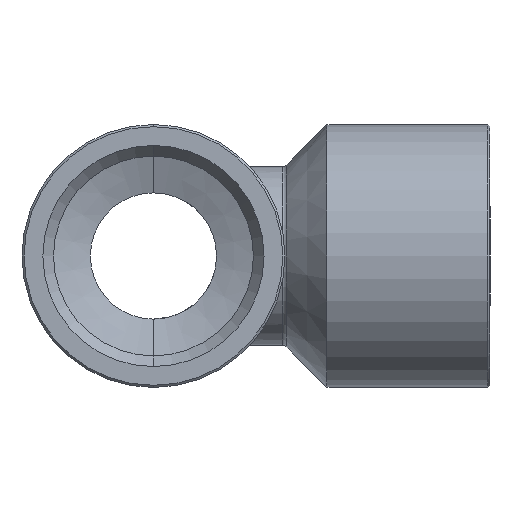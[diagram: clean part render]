
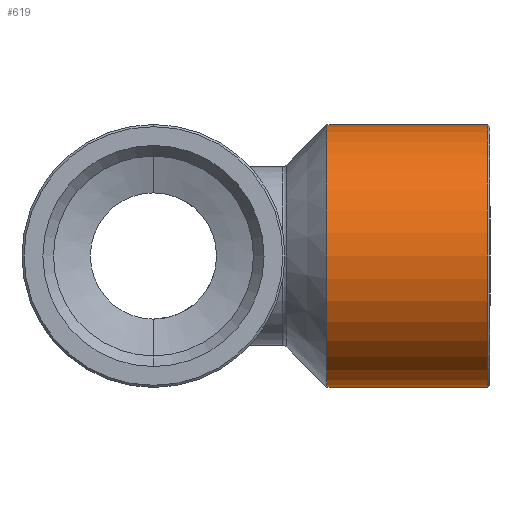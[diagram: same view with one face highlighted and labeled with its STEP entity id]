
A CAD part, left-side view. The second image highlights one B-rep face of the part: STEP entity #619.
In plain terms, the highlighted cylindrical face has radius 12.5 mm (diameter 25 mm), a partial arc.
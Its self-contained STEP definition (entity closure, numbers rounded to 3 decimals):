
#102 = EDGE_CURVE ( 'NONE', #270, #272, #728, .T. ) ;
#104 = EDGE_CURVE ( 'NONE', #271, #273, #729, .T. ) ;
#191 = CARTESIAN_POINT ( 'NONE',  ( 0., 5.203, -12.5 ) ) ;
#192 = DIRECTION ( 'NONE',  ( 0., 1., 0. ) ) ;
#196 = CARTESIAN_POINT ( 'NONE',  ( 0., 5.203, 12.5 ) ) ;
#197 = DIRECTION ( 'NONE',  ( 0., 1., 0. ) ) ;
#270 = VERTEX_POINT ( 'NONE', #1068 ) ;
#271 = VERTEX_POINT ( 'NONE', #1069 ) ;
#272 = VERTEX_POINT ( 'NONE', #1070 ) ;
#273 = VERTEX_POINT ( 'NONE', #1071 ) ;
#354 = EDGE_LOOP ( 'NONE', ( #684, #685, #683, #687 ) ) ;
#435 = VECTOR ( 'NONE', #192, 1000. ) ;
#437 = VECTOR ( 'NONE', #197, 1000. ) ;
#558 = EDGE_CURVE ( 'NONE', #272, #273, #1138, .T. ) ;
#567 = EDGE_CURVE ( 'NONE', #270, #271, #1146, .T. ) ;
#619 = ADVANCED_FACE ( 'NONE', ( #839 ), #840, .T. ) ;
#683 = ORIENTED_EDGE ( 'NONE', *, *, #104, .T. ) ;
#684 = ORIENTED_EDGE ( 'NONE', *, *, #102, .F. ) ;
#685 = ORIENTED_EDGE ( 'NONE', *, *, #567, .T. ) ;
#687 = ORIENTED_EDGE ( 'NONE', *, *, #558, .F. ) ;
#728 = LINE ( 'NONE', #191, #435 ) ;
#729 = LINE ( 'NONE', #196, #437 ) ;
#839 = FACE_OUTER_BOUND ( 'NONE', #354, .T. ) ;
#840 = CYLINDRICAL_SURFACE ( 'NONE', #1236, 12.5 ) ;
#1068 = CARTESIAN_POINT ( 'NONE',  ( 0., -31.8, -12.5 ) ) ;
#1069 = CARTESIAN_POINT ( 'NONE',  ( 0., -31.8, 12.5 ) ) ;
#1070 = CARTESIAN_POINT ( 'NONE',  ( 0., -16.5, -12.5 ) ) ;
#1071 = CARTESIAN_POINT ( 'NONE',  ( 0., -16.5, 12.5 ) ) ;
#1138 = CIRCLE ( 'NONE', #1145, 12.5 ) ;
#1145 = AXIS2_PLACEMENT_3D ( 'NONE', #1275, #1276, #1277 ) ;
#1146 = CIRCLE ( 'NONE', #1159, 12.5 ) ;
#1159 = AXIS2_PLACEMENT_3D ( 'NONE', #1304, #1305, #1306 ) ;
#1236 = AXIS2_PLACEMENT_3D ( 'NONE', #1637, #1638, #1639 ) ;
#1275 = CARTESIAN_POINT ( 'NONE',  ( 0., -16.5, 0. ) ) ;
#1276 = DIRECTION ( 'NONE',  ( 0., 1., 0. ) ) ;
#1277 = DIRECTION ( 'NONE',  ( 0., 0., -1. ) ) ;
#1304 = CARTESIAN_POINT ( 'NONE',  ( 0., -31.8, 0. ) ) ;
#1305 = DIRECTION ( 'NONE',  ( 0., 1., 0. ) ) ;
#1306 = DIRECTION ( 'NONE',  ( 0., 0., 1. ) ) ;
#1637 = CARTESIAN_POINT ( 'NONE',  ( 0., 5.203, 0. ) ) ;
#1638 = DIRECTION ( 'NONE',  ( 0., 1., 0. ) ) ;
#1639 = DIRECTION ( 'NONE',  ( 0., 0., 1. ) ) ;
